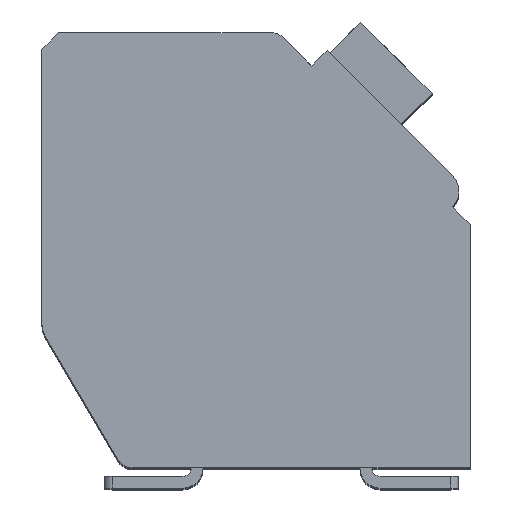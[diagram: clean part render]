
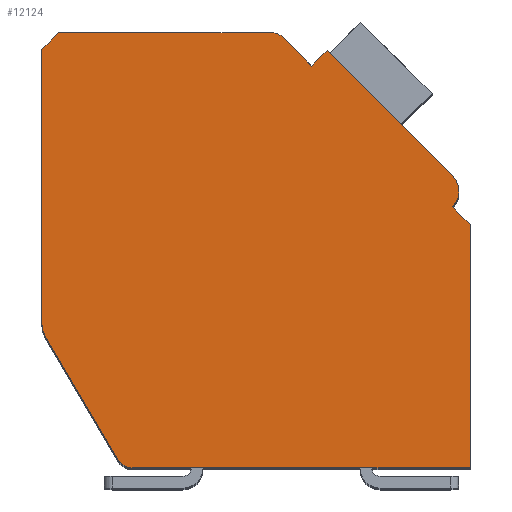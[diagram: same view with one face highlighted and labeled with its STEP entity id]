
A CAD part, top view. The second image highlights one B-rep face of the part: STEP entity #12124.
In plain terms, the highlighted planar face has unit normal (0, 0, 1).
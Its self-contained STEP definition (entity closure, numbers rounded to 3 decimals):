
#294=DIRECTION('',(0.,-1.,0.));
#295=VECTOR('',#294,8.053);
#296=CARTESIAN_POINT('',(-12.7,12.4,2.1));
#297=LINE('',#296,#295);
#298=DIRECTION('',(-0.707,-0.707,0.));
#299=VECTOR('',#298,0.707);
#300=CARTESIAN_POINT('',(-12.2,12.9,2.1));
#301=LINE('',#300,#299);
#302=DIRECTION('',(-1.,0.,0.));
#303=VECTOR('',#302,6.298);
#304=CARTESIAN_POINT('',(-5.902,12.9,2.1));
#305=LINE('',#304,#303);
#306=CARTESIAN_POINT('',(-5.902,12.4,2.1));
#307=DIRECTION('',(0.,0.,1.));
#308=DIRECTION('',(0.707,0.707,0.));
#309=AXIS2_PLACEMENT_3D('',#306,#307,#308);
#311=DIRECTION('',(-0.707,0.707,0.));
#312=VECTOR('',#311,1.197);
#313=CARTESIAN_POINT('',(-4.702,11.907,2.1));
#314=LINE('',#313,#312);
#315=DIRECTION('',(-0.707,-0.707,0.));
#316=VECTOR('',#315,0.65);
#317=CARTESIAN_POINT('',(-4.243,12.367,2.1));
#318=LINE('',#317,#316);
#319=DIRECTION('',(-0.707,0.707,0.));
#320=VECTOR('',#319,5.25);
#321=CARTESIAN_POINT('',(-0.53,8.655,2.1));
#322=LINE('',#321,#320);
#323=CARTESIAN_POINT('',(-0.99,8.195,2.1));
#324=DIRECTION('',(0.,0.,1.));
#325=DIRECTION('',(0.707,-0.707,0.));
#326=AXIS2_PLACEMENT_3D('',#323,#324,#325);
#328=DIRECTION('',(-0.707,0.707,0.));
#329=VECTOR('',#328,0.75);
#330=CARTESIAN_POINT('',(0.,7.205,2.1));
#331=LINE('',#330,#329);
#332=DIRECTION('',(0.,1.,0.));
#333=VECTOR('',#332,7.205);
#334=CARTESIAN_POINT('',(0.,0.,2.1));
#335=LINE('',#334,#333);
#336=DIRECTION('',(1.,0.,0.));
#337=VECTOR('',#336,10.014);
#338=CARTESIAN_POINT('',(-10.014,0.,2.1));
#339=LINE('',#338,#337);
#340=CARTESIAN_POINT('',(-10.014,0.5,2.1));
#341=DIRECTION('',(0.,0.,1.));
#342=DIRECTION('',(-0.862,-0.508,0.));
#343=AXIS2_PLACEMENT_3D('',#340,#341,#342);
#345=DIRECTION('',(0.508,-0.862,0.));
#346=VECTOR('',#345,4.17);
#347=CARTESIAN_POINT('',(-12.562,3.839,2.1));
#348=LINE('',#347,#346);
#349=CARTESIAN_POINT('',(-11.7,4.347,2.1));
#350=DIRECTION('',(0.,0.,1.));
#351=DIRECTION('',(-1.,0.,0.));
#352=AXIS2_PLACEMENT_3D('',#349,#350,#351);
#9109=CARTESIAN_POINT('',(-12.7,12.4,2.1));
#9110=CARTESIAN_POINT('',(-12.7,4.347,2.1));
#9111=VERTEX_POINT('',#9109);
#9112=VERTEX_POINT('',#9110);
#9113=CARTESIAN_POINT('',(-12.562,3.839,2.1));
#9114=VERTEX_POINT('',#9113);
#9115=CARTESIAN_POINT('',(-10.445,0.246,2.1));
#9116=VERTEX_POINT('',#9115);
#9117=CARTESIAN_POINT('',(-10.014,0.,2.1));
#9118=VERTEX_POINT('',#9117);
#9119=CARTESIAN_POINT('',(0.,0.,2.1));
#9120=VERTEX_POINT('',#9119);
#9121=CARTESIAN_POINT('',(0.,7.205,2.1));
#9122=VERTEX_POINT('',#9121);
#9123=CARTESIAN_POINT('',(-0.53,7.735,2.1));
#9124=VERTEX_POINT('',#9123);
#9125=CARTESIAN_POINT('',(-0.53,8.655,2.1));
#9126=VERTEX_POINT('',#9125);
#9127=CARTESIAN_POINT('',(-4.243,12.367,2.1));
#9128=VERTEX_POINT('',#9127);
#9129=CARTESIAN_POINT('',(-4.702,11.907,2.1));
#9130=VERTEX_POINT('',#9129);
#9131=CARTESIAN_POINT('',(-5.548,12.754,2.1));
#9132=VERTEX_POINT('',#9131);
#9133=CARTESIAN_POINT('',(-5.902,12.9,2.1));
#9134=VERTEX_POINT('',#9133);
#9135=CARTESIAN_POINT('',(-12.2,12.9,2.1));
#9136=VERTEX_POINT('',#9135);
#12091=CARTESIAN_POINT('',(0.,0.,2.1));
#12092=DIRECTION('',(0.,0.,1.));
#12093=DIRECTION('',(1.,0.,0.));
#12094=AXIS2_PLACEMENT_3D('',#12091,#12092,#12093);
#12095=PLANE('',#12094);
#12096=ORIENTED_EDGE('',*,*,#11844,.F.);
#12098=ORIENTED_EDGE('',*,*,#12097,.F.);
#12100=ORIENTED_EDGE('',*,*,#12099,.F.);
#12102=ORIENTED_EDGE('',*,*,#12101,.F.);
#12104=ORIENTED_EDGE('',*,*,#12103,.F.);
#12106=ORIENTED_EDGE('',*,*,#12105,.F.);
#12108=ORIENTED_EDGE('',*,*,#12107,.F.);
#12110=ORIENTED_EDGE('',*,*,#12109,.F.);
#12112=ORIENTED_EDGE('',*,*,#12111,.F.);
#12114=ORIENTED_EDGE('',*,*,#12113,.F.);
#12116=ORIENTED_EDGE('',*,*,#12115,.F.);
#12118=ORIENTED_EDGE('',*,*,#12117,.F.);
#12120=ORIENTED_EDGE('',*,*,#12119,.F.);
#12121=ORIENTED_EDGE('',*,*,#11949,.F.);
#12122=EDGE_LOOP('',(#12096,#12098,#12100,#12102,#12104,#12106,#12108,#12110,
#12112,#12114,#12116,#12118,#12120,#12121));
#12123=FACE_OUTER_BOUND('',#12122,.F.);
#310=CIRCLE('',#309,0.5);
#327=CIRCLE('',#326,0.65);
#344=CIRCLE('',#343,0.5);
#353=CIRCLE('',#352,1.);
#11844=EDGE_CURVE('',#9111,#9112,#297,.T.);
#11949=EDGE_CURVE('',#9112,#9114,#353,.T.);
#12097=EDGE_CURVE('',#9136,#9111,#301,.T.);
#12099=EDGE_CURVE('',#9134,#9136,#305,.T.);
#12101=EDGE_CURVE('',#9132,#9134,#310,.T.);
#12103=EDGE_CURVE('',#9130,#9132,#314,.T.);
#12105=EDGE_CURVE('',#9128,#9130,#318,.T.);
#12107=EDGE_CURVE('',#9126,#9128,#322,.T.);
#12109=EDGE_CURVE('',#9124,#9126,#327,.T.);
#12111=EDGE_CURVE('',#9122,#9124,#331,.T.);
#12113=EDGE_CURVE('',#9120,#9122,#335,.T.);
#12115=EDGE_CURVE('',#9118,#9120,#339,.T.);
#12117=EDGE_CURVE('',#9116,#9118,#344,.T.);
#12119=EDGE_CURVE('',#9114,#9116,#348,.T.);
#12124=ADVANCED_FACE('',(#12123),#12095,.T.);
